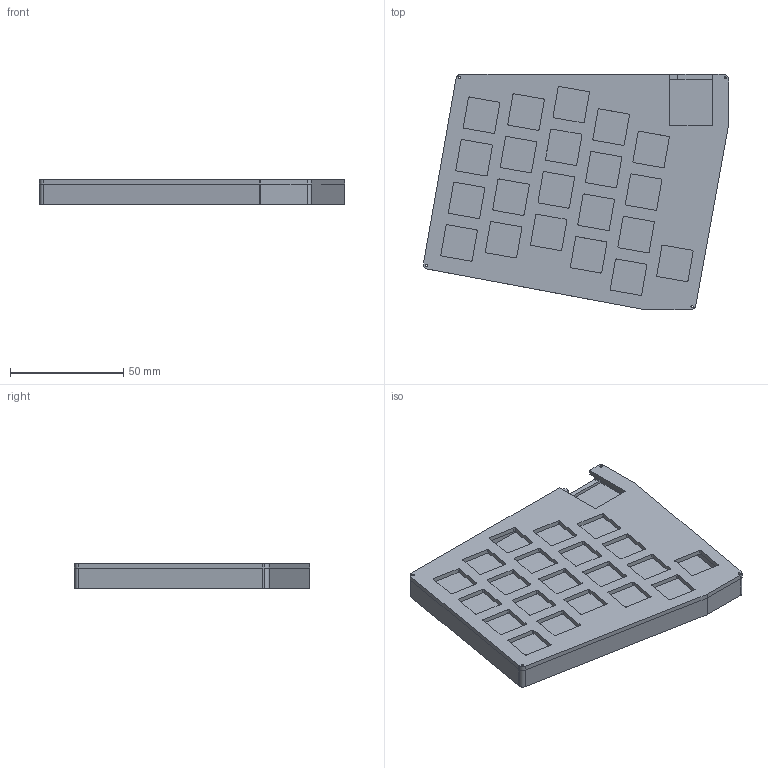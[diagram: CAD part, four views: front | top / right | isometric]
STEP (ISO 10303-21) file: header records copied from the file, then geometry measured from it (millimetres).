
FILE_DESCRIPTION(/* description */ ('KiCad electronic assembly'),/* implementation_level */ '2;1');
FILE_NAME(/* name */ 'right_bot.step',/* time_stamp */ '2026-01-28T22:02:05+05:30',/* author */ (''),/* organization */ (''),/* preprocessor_version */ 'ST-DEVELOPER v20.1',/* originating_system */ 'Autodesk Translation Framework v14.24.0.0',/* authorisation */ '');
FILE_SCHEMA (('AUTOMOTIVE_DESIGN { 1 0 10303 214 3 1 1 }'));
Length unit declared in the file: millimetre
Products named in the file (2): ergo_keeb 1; 2026-01-27-03-57-01-604
Assembly tree (1 placements, depth 2):
  ergo_keeb 1
    2026-01-27-03-57-01-604
Bounding box: 134.5 x 103.6 x 11 mm (x, y, z)
Volume: 55525 mm3; surface area: 47871.9 mm2
Topology: 2 solids, 2 shells, 230 faces, 678 edges, 452 vertices
Faces by surface type: plane 126, cylinder 104
Full cylindrical faces by diameter (mm): 1 x8
Entity records: 7880 total; most frequent: CARTESIAN_POINT 1363, ORIENTED_EDGE 1356, DIRECTION 1352, EDGE_CURVE 678, LINE 470, VECTOR 470, VERTEX_POINT 452, AXIS2_PLACEMENT_3D 441
